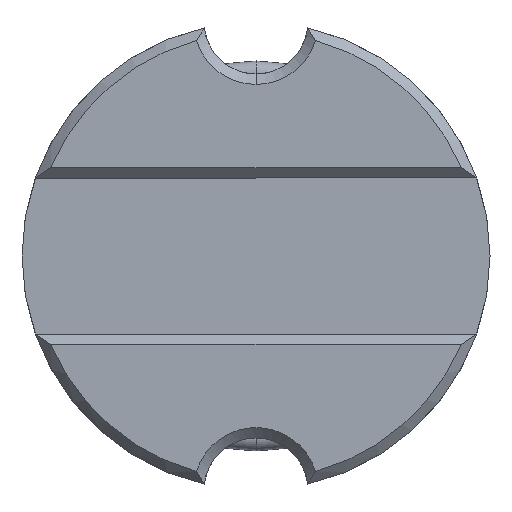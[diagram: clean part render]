
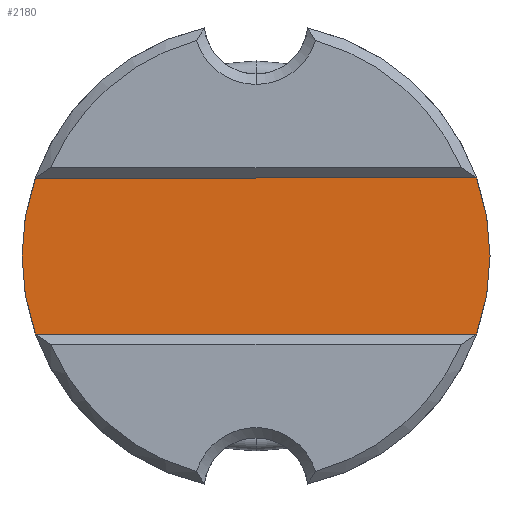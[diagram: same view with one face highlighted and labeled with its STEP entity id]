
A CAD part, front view. The second image highlights one B-rep face of the part: STEP entity #2180.
In plain terms, the highlighted planar face has unit normal (0, -1, 0).
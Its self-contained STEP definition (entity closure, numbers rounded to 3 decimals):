
#26 = LINE ( 'NONE', #402, #2031 ) ;
#89 = LINE ( 'NONE', #1239, #1610 ) ;
#118 = VERTEX_POINT ( 'NONE', #1558 ) ;
#136 = ORIENTED_EDGE ( 'NONE', *, *, #953, .F. ) ;
#186 = CARTESIAN_POINT ( 'NONE',  ( 0., 0.5, 0. ) ) ;
#402 = CARTESIAN_POINT ( 'NONE',  ( 5.29, 0.5, -0.75 ) ) ;
#468 = CIRCLE ( 'NONE', #2251, 2.25 ) ;
#612 = DIRECTION ( 'NONE',  ( 1., 0., 0. ) ) ;
#760 = DIRECTION ( 'NONE',  ( 0., 0., 1. ) ) ;
#829 = DIRECTION ( 'NONE',  ( 0., 1., 0. ) ) ;
#873 = FACE_OUTER_BOUND ( 'NONE', #1905, .T. ) ;
#953 = EDGE_CURVE ( 'NONE', #118, #2497, #468, .T. ) ;
#984 = ORIENTED_EDGE ( 'NONE', *, *, #2265, .F. ) ;
#1018 = ORIENTED_EDGE ( 'NONE', *, *, #2057, .T. ) ;
#1020 = CARTESIAN_POINT ( 'NONE',  ( 0., 0.5, 0. ) ) ;
#1239 = CARTESIAN_POINT ( 'NONE',  ( 5.29, 0.5, 0.75 ) ) ;
#1336 = PLANE ( 'NONE',  #2147 ) ;
#1411 = CARTESIAN_POINT ( 'NONE',  ( 0., 0.5, 0. ) ) ;
#1484 = CARTESIAN_POINT ( 'NONE',  ( -2.121, 0.5, 0.75 ) ) ;
#1513 = AXIS2_PLACEMENT_3D ( 'NONE', #1411, #1994, #2201 ) ;
#1558 = CARTESIAN_POINT ( 'NONE',  ( 2.121, 0.5, 0.75 ) ) ;
#1608 = DIRECTION ( 'NONE',  ( 0., 0., 1. ) ) ;
#1610 = VECTOR ( 'NONE', #1642, 1000. ) ;
#1631 = VERTEX_POINT ( 'NONE', #1813 ) ;
#1642 = DIRECTION ( 'NONE',  ( -1., 0., 0. ) ) ;
#1692 = CARTESIAN_POINT ( 'NONE',  ( 2.121, 0.5, -0.75 ) ) ;
#1813 = CARTESIAN_POINT ( 'NONE',  ( -2.121, 0.5, -0.75 ) ) ;
#1905 = EDGE_LOOP ( 'NONE', ( #2005, #984, #1018, #136 ) ) ;
#1994 = DIRECTION ( 'NONE',  ( 0., 1., 0. ) ) ;
#2005 = ORIENTED_EDGE ( 'NONE', *, *, #2396, .T. ) ;
#2031 = VECTOR ( 'NONE', #612, 1000. ) ;
#2057 = EDGE_CURVE ( 'NONE', #1631, #2497, #26, .T. ) ;
#2127 = DIRECTION ( 'NONE',  ( 0., 1., 0. ) ) ;
#2147 = AXIS2_PLACEMENT_3D ( 'NONE', #186, #2127, #760 ) ;
#2180 = ADVANCED_FACE ( 'NONE', ( #873 ), #1336, .F. ) ;
#2201 = DIRECTION ( 'NONE',  ( 0., 0., 1. ) ) ;
#2251 = AXIS2_PLACEMENT_3D ( 'NONE', #1020, #829, #1608 ) ;
#2265 = EDGE_CURVE ( 'NONE', #1631, #2522, #2348, .T. ) ;
#2348 = CIRCLE ( 'NONE', #1513, 2.25 ) ;
#2396 = EDGE_CURVE ( 'NONE', #118, #2522, #89, .T. ) ;
#2497 = VERTEX_POINT ( 'NONE', #1692 ) ;
#2522 = VERTEX_POINT ( 'NONE', #1484 ) ;
